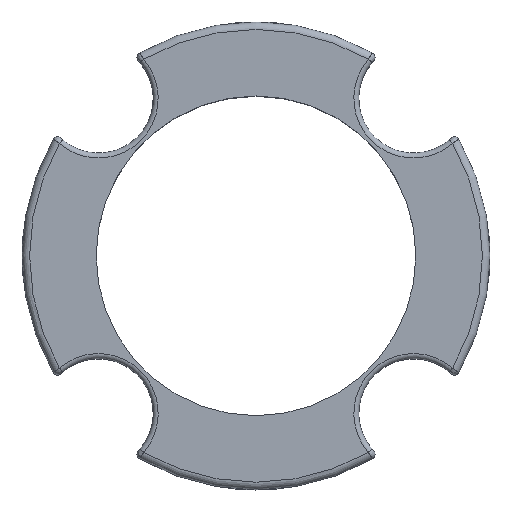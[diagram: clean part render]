
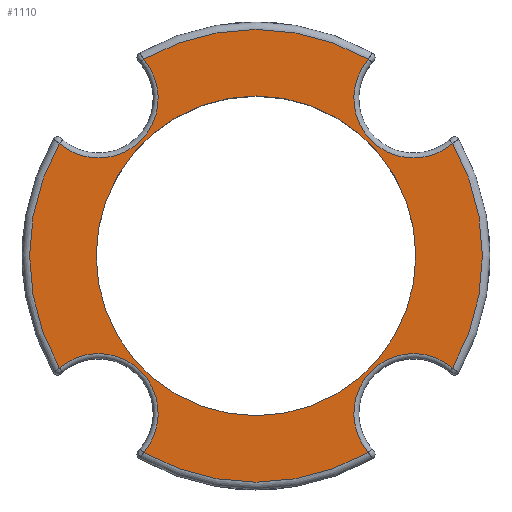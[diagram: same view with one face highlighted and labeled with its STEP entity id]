
A CAD part, top view. The second image highlights one B-rep face of the part: STEP entity #1110.
In plain terms, the highlighted planar face has unit normal (0, 0, 1).
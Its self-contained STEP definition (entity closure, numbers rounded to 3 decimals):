
#31=PLANE('',#1203);
#35=FACE_BOUND('',#307,.T.);
#237=FACE_OUTER_BOUND('',#306,.T.);
#306=EDGE_LOOP('',(#781,#782,#783,#784,#785,#786,#787,#788));
#307=EDGE_LOOP('',(#789));
#379=CIRCLE('',#1184,12.);
#391=CIRCLE('',#1202,45.5);
#392=CIRCLE('',#1204,45.5);
#393=CIRCLE('',#1205,12.);
#394=CIRCLE('',#1206,45.5);
#395=CIRCLE('',#1207,12.);
#396=CIRCLE('',#1208,45.5);
#397=CIRCLE('',#1209,12.);
#398=CIRCLE('',#1210,32.131);
#450=VERTEX_POINT('',#1594);
#453=VERTEX_POINT('',#1599);
#473=VERTEX_POINT('',#1905);
#474=VERTEX_POINT('',#1914);
#475=VERTEX_POINT('',#1916);
#476=VERTEX_POINT('',#1918);
#477=VERTEX_POINT('',#1920);
#478=VERTEX_POINT('',#1922);
#479=VERTEX_POINT('',#1925);
#561=EDGE_CURVE('',#453,#450,#379,.T.);
#591=EDGE_CURVE('',#450,#473,#391,.T.);
#593=EDGE_CURVE('',#474,#453,#392,.T.);
#594=EDGE_CURVE('',#475,#474,#393,.T.);
#595=EDGE_CURVE('',#476,#475,#394,.T.);
#596=EDGE_CURVE('',#477,#476,#395,.T.);
#597=EDGE_CURVE('',#478,#477,#396,.T.);
#598=EDGE_CURVE('',#473,#478,#397,.T.);
#599=EDGE_CURVE('',#479,#479,#398,.T.);
#781=ORIENTED_EDGE('',*,*,#561,.F.);
#782=ORIENTED_EDGE('',*,*,#593,.F.);
#783=ORIENTED_EDGE('',*,*,#594,.F.);
#784=ORIENTED_EDGE('',*,*,#595,.F.);
#785=ORIENTED_EDGE('',*,*,#596,.F.);
#786=ORIENTED_EDGE('',*,*,#597,.F.);
#787=ORIENTED_EDGE('',*,*,#598,.F.);
#788=ORIENTED_EDGE('',*,*,#591,.F.);
#789=ORIENTED_EDGE('',*,*,#599,.F.);
#1110=ADVANCED_FACE('',(#237,#35),#31,.T.);
#1184=AXIS2_PLACEMENT_3D('',#1601,#1315,#1316);
#1202=AXIS2_PLACEMENT_3D('',#1906,#1356,#1357);
#1203=AXIS2_PLACEMENT_3D('',#1913,#1358,#1359);
#1204=AXIS2_PLACEMENT_3D('',#1915,#1360,#1361);
#1205=AXIS2_PLACEMENT_3D('',#1917,#1362,#1363);
#1206=AXIS2_PLACEMENT_3D('',#1919,#1364,#1365);
#1207=AXIS2_PLACEMENT_3D('',#1921,#1366,#1367);
#1208=AXIS2_PLACEMENT_3D('',#1923,#1368,#1369);
#1209=AXIS2_PLACEMENT_3D('',#1924,#1370,#1371);
#1210=AXIS2_PLACEMENT_3D('',#1926,#1372,#1373);
#1315=DIRECTION('center_axis',(0.,0.,1.));
#1316=DIRECTION('ref_axis',(-0.707,0.707,0.));
#1356=DIRECTION('center_axis',(0.,0.,-1.));
#1357=DIRECTION('ref_axis',(0.,-1.,0.));
#1358=DIRECTION('center_axis',(0.,0.,1.));
#1359=DIRECTION('ref_axis',(1.,0.,0.));
#1360=DIRECTION('center_axis',(0.,0.,-1.));
#1361=DIRECTION('ref_axis',(1.,0.,0.));
#1362=DIRECTION('center_axis',(0.,0.,1.));
#1363=DIRECTION('ref_axis',(-0.707,-0.707,0.));
#1364=DIRECTION('center_axis',(0.,0.,-1.));
#1365=DIRECTION('ref_axis',(0.,1.,0.));
#1366=DIRECTION('center_axis',(0.,0.,1.));
#1367=DIRECTION('ref_axis',(0.707,-0.707,0.));
#1368=DIRECTION('center_axis',(0.,0.,-1.));
#1369=DIRECTION('ref_axis',(-1.,0.,0.));
#1370=DIRECTION('center_axis',(0.,0.,1.));
#1371=DIRECTION('ref_axis',(0.707,0.707,0.));
#1372=DIRECTION('center_axis',(0.,0.,1.));
#1373=DIRECTION('ref_axis',(1.,0.,0.));
#1594=CARTESIAN_POINT('',(22.577,-39.503,38.1));
#1599=CARTESIAN_POINT('',(39.503,-22.577,38.1));
#1601=CARTESIAN_POINT('Origin',(31.655,-31.655,38.1));
#1905=CARTESIAN_POINT('',(-22.577,-39.503,38.1));
#1906=CARTESIAN_POINT('Origin',(0.,0.,38.1));
#1913=CARTESIAN_POINT('Origin',(0.,0.,38.1));
#1914=CARTESIAN_POINT('',(39.503,22.577,38.1));
#1915=CARTESIAN_POINT('Origin',(0.,0.,38.1));
#1916=CARTESIAN_POINT('',(22.577,39.503,38.1));
#1917=CARTESIAN_POINT('Origin',(31.655,31.655,38.1));
#1918=CARTESIAN_POINT('',(-22.577,39.503,38.1));
#1919=CARTESIAN_POINT('Origin',(0.,0.,38.1));
#1920=CARTESIAN_POINT('',(-39.503,22.577,38.1));
#1921=CARTESIAN_POINT('Origin',(-31.655,31.655,38.1));
#1922=CARTESIAN_POINT('',(-39.503,-22.577,38.1));
#1923=CARTESIAN_POINT('Origin',(0.,0.,38.1));
#1924=CARTESIAN_POINT('Origin',(-31.655,-31.655,38.1));
#1925=CARTESIAN_POINT('',(32.131,0.,38.1));
#1926=CARTESIAN_POINT('Origin',(0.,0.,38.1));
